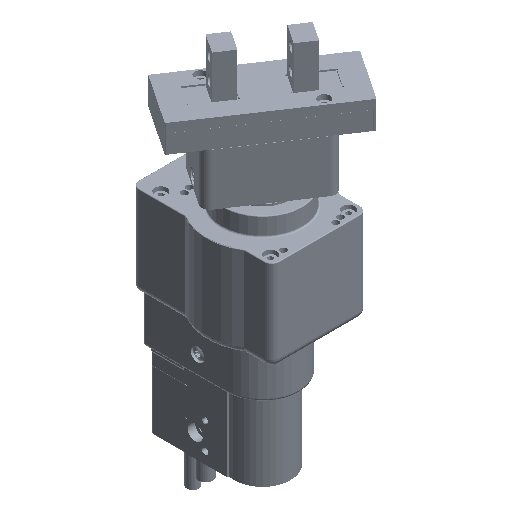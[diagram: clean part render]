
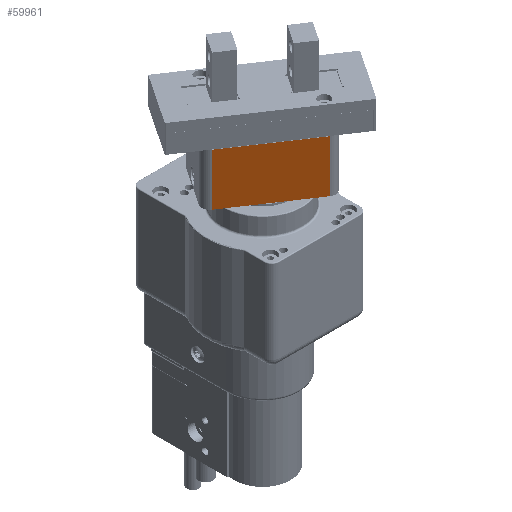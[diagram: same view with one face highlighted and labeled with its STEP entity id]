
A CAD part, isometric view. The second image highlights one B-rep face of the part: STEP entity #59961.
In plain terms, the highlighted face is planar.
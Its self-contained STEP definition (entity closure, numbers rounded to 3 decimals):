
#3234 = FACE_OUTER_BOUND ( 'NONE', #8360, .T. ) ;
#3645 = DIRECTION ( 'NONE',  ( 0., 0., -1. ) ) ;
#8360 = EDGE_LOOP ( 'NONE', ( #76821, #76893, #16274, #80208 ) ) ;
#9687 = CARTESIAN_POINT ( 'NONE',  ( 33., 0., 20. ) ) ;
#12335 = VECTOR ( 'NONE', #30968, 1000. ) ;
#12625 = CARTESIAN_POINT ( 'NONE',  ( -28., 0., 20. ) ) ;
#13666 = DIRECTION ( 'NONE',  ( 0., -1., 0. ) ) ;
#15700 = CARTESIAN_POINT ( 'NONE',  ( 33., -34., 20. ) ) ;
#16129 = CARTESIAN_POINT ( 'NONE',  ( 28., -34., 20. ) ) ;
#16274 = ORIENTED_EDGE ( 'NONE', *, *, #63174, .T. ) ;
#26873 = CARTESIAN_POINT ( 'NONE',  ( 33., -34., 20. ) ) ;
#27940 = CARTESIAN_POINT ( 'NONE',  ( -28., -34., 20. ) ) ;
#30557 = LINE ( 'NONE', #56838, #12335 ) ;
#30968 = DIRECTION ( 'NONE',  ( 0., 1., 0. ) ) ;
#31242 = VECTOR ( 'NONE', #49623, 1000. ) ;
#34268 = VERTEX_POINT ( 'NONE', #83522 ) ;
#41602 = CARTESIAN_POINT ( 'NONE',  ( -28., -34., 20. ) ) ;
#41758 = EDGE_CURVE ( 'NONE', #63111, #71618, #84456, .T. ) ;
#42360 = LINE ( 'NONE', #9687, #31242 ) ;
#49623 = DIRECTION ( 'NONE',  ( -1., 0., 0. ) ) ;
#50014 = DIRECTION ( 'NONE',  ( 0., 1., 0. ) ) ;
#55403 = VERTEX_POINT ( 'NONE', #12625 ) ;
#56134 = PLANE ( 'NONE',  #62935 ) ;
#56838 = CARTESIAN_POINT ( 'NONE',  ( 28., -34., 20. ) ) ;
#59961 = ADVANCED_FACE ( 'NONE', ( #3234 ), #56134, .F. ) ;
#62935 = AXIS2_PLACEMENT_3D ( 'NONE', #15700, #3645, #50014 ) ;
#63111 = VERTEX_POINT ( 'NONE', #16129 ) ;
#63174 = EDGE_CURVE ( 'NONE', #34268, #55403, #42360, .T. ) ;
#70638 = EDGE_CURVE ( 'NONE', #55403, #71618, #72482, .T. ) ;
#71618 = VERTEX_POINT ( 'NONE', #27940 ) ;
#72418 = DIRECTION ( 'NONE',  ( -1., 0., 0. ) ) ;
#72482 = LINE ( 'NONE', #41602, #81357 ) ;
#74931 = EDGE_CURVE ( 'NONE', #63111, #34268, #30557, .T. ) ;
#76821 = ORIENTED_EDGE ( 'NONE', *, *, #41758, .F. ) ;
#76893 = ORIENTED_EDGE ( 'NONE', *, *, #74931, .T. ) ;
#79982 = VECTOR ( 'NONE', #72418, 1000. ) ;
#80208 = ORIENTED_EDGE ( 'NONE', *, *, #70638, .T. ) ;
#81357 = VECTOR ( 'NONE', #13666, 1000. ) ;
#83522 = CARTESIAN_POINT ( 'NONE',  ( 28., 0., 20. ) ) ;
#84456 = LINE ( 'NONE', #26873, #79982 ) ;
